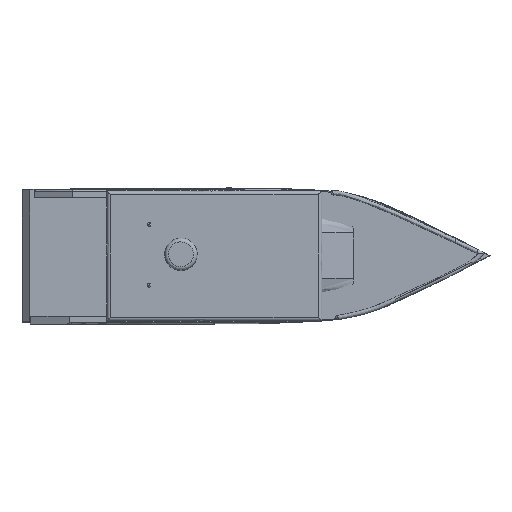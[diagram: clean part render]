
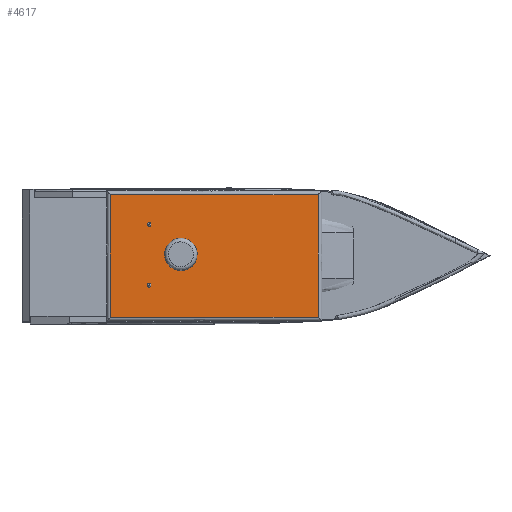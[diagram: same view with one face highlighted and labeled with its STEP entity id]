
A CAD part, front view. The second image highlights one B-rep face of the part: STEP entity #4617.
In plain terms, the highlighted free-form (B-spline) face has degree [1, 1] with [2, 2] control points.
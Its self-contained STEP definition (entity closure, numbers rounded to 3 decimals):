
#4497 = EDGE_CURVE('',#4498,#4500,#4502,.T.);
#4498 = VERTEX_POINT('',#4499);
#4499 = CARTESIAN_POINT('',(77.8,-46.642,
    57.185));
#4500 = VERTEX_POINT('',#4501);
#4501 = CARTESIAN_POINT('',(77.8,-46.642,
    -57.767));
#4502 = B_SPLINE_CURVE_WITH_KNOTS('',1,(#4503,#4504),.UNSPECIFIED.,.F.,
  .F.,(2,2),(-61.797,18.932),.PIECEWISE_BEZIER_KNOTS.);
#4503 = CARTESIAN_POINT('',(77.8,-46.642,
    57.185));
#4504 = CARTESIAN_POINT('',(77.8,-46.642,
    -57.767));
#4537 = EDGE_CURVE('',#4500,#4538,#4540,.T.);
#4538 = VERTEX_POINT('',#4539);
#4539 = CARTESIAN_POINT('',(-117.101,-46.642,
    -57.767));
#4540 = B_SPLINE_CURVE_WITH_KNOTS('',1,(#4541,#4542),.UNSPECIFIED.,.F.,
  .F.,(2,2),(-103.908,32.969),.PIECEWISE_BEZIER_KNOTS.);
#4541 = CARTESIAN_POINT('',(77.8,-46.642,
    -57.767));
#4542 = CARTESIAN_POINT('',(-117.101,-46.642,
    -57.767));
#4568 = EDGE_CURVE('',#4538,#4569,#4571,.T.);
#4569 = VERTEX_POINT('',#4570);
#4570 = CARTESIAN_POINT('',(-117.101,-46.642,
    57.185));
#4571 = B_SPLINE_CURVE_WITH_KNOTS('',1,(#4572,#4573),.UNSPECIFIED.,.F.,
  .F.,(2,2),(-61.797,18.932),.PIECEWISE_BEZIER_KNOTS.);
#4572 = CARTESIAN_POINT('',(-117.101,-46.642,
    -57.767));
#4573 = CARTESIAN_POINT('',(-117.101,-46.642,
    57.185));
#4600 = EDGE_CURVE('',#4569,#4498,#4601,.T.);
#4601 = B_SPLINE_CURVE_WITH_KNOTS('',1,(#4602,#4603),.UNSPECIFIED.,.F.,
  .F.,(2,2),(-103.908,32.969),.PIECEWISE_BEZIER_KNOTS.);
#4602 = CARTESIAN_POINT('',(-117.101,-46.642,
    57.185));
#4603 = CARTESIAN_POINT('',(77.8,-46.642,
    57.185));
#4617 = ADVANCED_FACE('',(#4618),#4624,.T.);
#4618 = FACE_BOUND('',#4619,.T.);
#4619 = EDGE_LOOP('',(#4620,#4621,#4622,#4623));
#4620 = ORIENTED_EDGE('',*,*,#4497,.F.);
#4621 = ORIENTED_EDGE('',*,*,#4600,.F.);
#4622 = ORIENTED_EDGE('',*,*,#4568,.F.);
#4623 = ORIENTED_EDGE('',*,*,#4537,.F.);
#4624 = B_SPLINE_SURFACE_WITH_KNOTS('',1,1,(
    (#4625,#4626)
    ,(#4627,#4628
    )),.UNSPECIFIED.,.F.,.F.,.F.,(2,2),(2,2),(-40.365,
    40.365),(-68.439,68.439),
  .PIECEWISE_BEZIER_KNOTS.);
#4625 = CARTESIAN_POINT('',(-117.101,-46.642,
    57.185));
#4626 = CARTESIAN_POINT('',(77.8,-46.642,
    57.185));
#4627 = CARTESIAN_POINT('',(-117.101,-46.642,
    -57.767));
#4628 = CARTESIAN_POINT('',(77.8,-46.642,
    -57.767));
